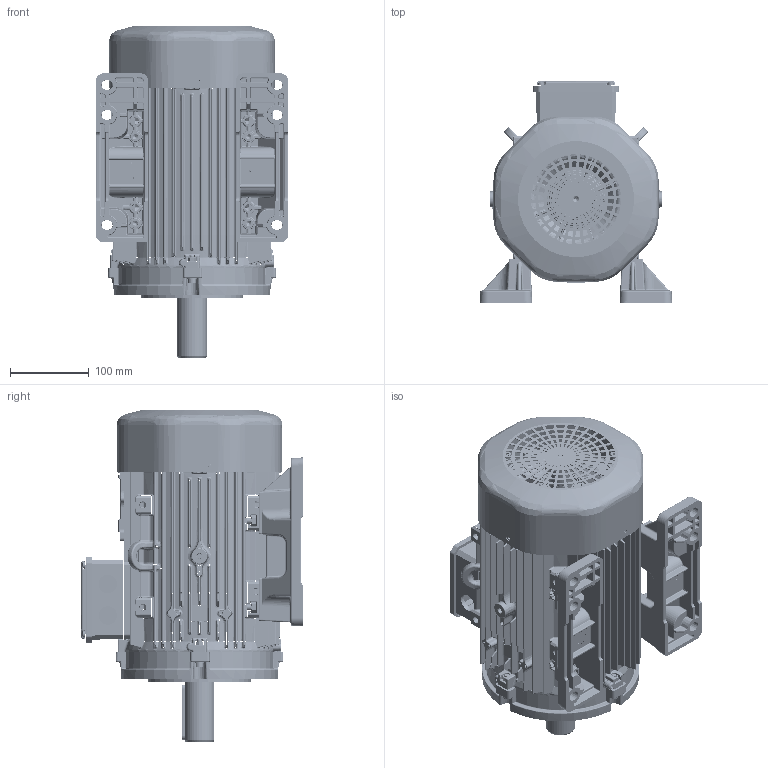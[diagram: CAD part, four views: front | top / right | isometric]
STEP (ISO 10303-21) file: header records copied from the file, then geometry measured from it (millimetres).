
FILE_DESCRIPTION(/* description */ (''),/* implementation_level */ '2;1');
FILE_NAME(/* name */ '_QHS series_ 132_B34a_stp.stp',/* time_stamp */ '2024-07-30T11:20:36+03:00',/* author */ (''),/* organization */ (''),/* preprocessor_version */ 'ST-DEVELOPER v18.102',/* originating_system */ 'SIEMENS PLM Software NX2206.8101',/* authorisation */ '');
FILE_SCHEMA (('AP203_CONFIGURATION_CONTROLLED_3D_DESIGN_OF_MECHANICAL_PARTS_AND_ASSEMBLIES_MIM_LF { 1 0 10303 403 2 1 2}'));
Products named in the file (1): _QHS series_ 132_B34a_stp_objects
Bounding box: 244.67 x 282.97 x 422 mm (x, y, z)
Surface area: 871036.6 mm2 (no closed solid volume)
Topology: 0 solids, 163 shells, 6766 faces, 23020 edges, 15484 vertices
Faces by surface type: cylinder 2658, plane 1614, torus 1089, bspline 638, cone 493, sphere 271, extrusion 3
Full cylindrical faces by diameter (mm): 5 x2, 6 x5, 8 x5, 8.5 x4, 10 x8, 13 x1, 23.38 x2, 29 x1, 29.2 x1, 29.5 x1, 30 x1, 37.4 x1, 38 x1, 40 x1, 57.4 x1, 58.667 x1, 61 x1, 130 x1
Entity records: 285906 total; most frequent: CARTESIAN_POINT 110740, ORIENTED_EDGE 34401, DIRECTION 31604, EDGE_CURVE 22694, VERTEX_POINT 15412, AXIS2_PLACEMENT_3D 12132, B_SPLINE_CURVE_WITH_KNOTS 8949, VECTOR 7340
